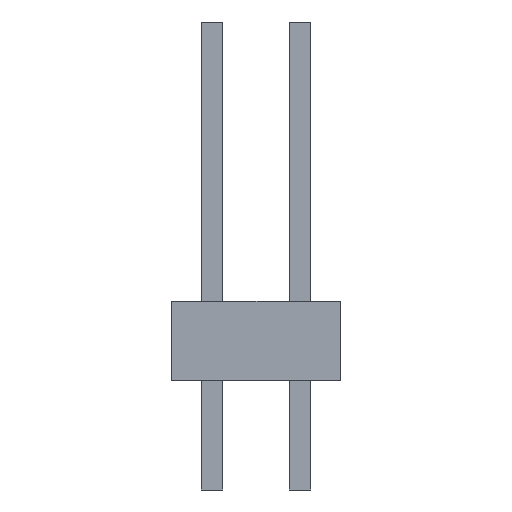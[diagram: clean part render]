
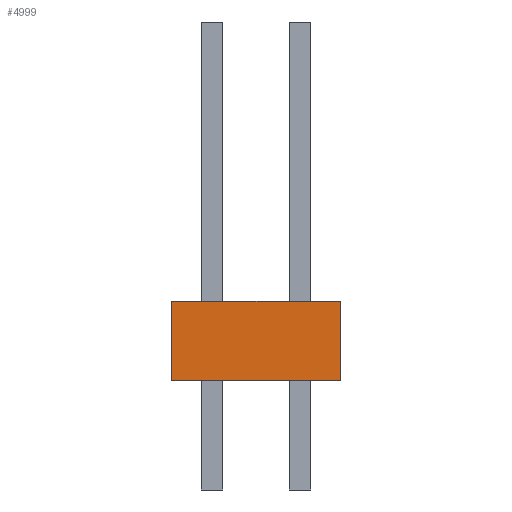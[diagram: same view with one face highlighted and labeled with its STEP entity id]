
A CAD part, left-side view. The second image highlights one B-rep face of the part: STEP entity #4999.
In plain terms, the highlighted planar face has unit normal (-1, 0, 0).
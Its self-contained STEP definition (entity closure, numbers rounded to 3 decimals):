
#162=DIRECTION('',(0.,0.,-1.));
#163=VECTOR('',#162,2.286);
#164=CARTESIAN_POINT('',(-9.957,2.438,0.));
#165=LINE('',#164,#163);
#390=DIRECTION('',(0.,-1.,0.));
#391=VECTOR('',#390,4.877);
#392=CARTESIAN_POINT('',(-9.957,2.438,-2.286));
#393=LINE('',#392,#391);
#826=DIRECTION('',(0.,-1.,0.));
#827=VECTOR('',#826,4.877);
#828=CARTESIAN_POINT('',(-9.957,2.438,0.));
#829=LINE('',#828,#827);
#1214=DIRECTION('',(0.,0.,-1.));
#1215=VECTOR('',#1214,2.286);
#1216=CARTESIAN_POINT('',(-9.957,-2.438,0.));
#1217=LINE('',#1216,#1215);
#3374=CARTESIAN_POINT('',(-9.957,2.438,0.));
#3375=CARTESIAN_POINT('',(-9.957,2.438,-2.286));
#3376=VERTEX_POINT('',#3374);
#3377=VERTEX_POINT('',#3375);
#3382=CARTESIAN_POINT('',(-9.957,-2.438,0.));
#3383=CARTESIAN_POINT('',(-9.957,-2.438,-2.286));
#3384=VERTEX_POINT('',#3382);
#3385=VERTEX_POINT('',#3383);
#4986=CARTESIAN_POINT('',(-9.957,2.438,0.));
#4987=DIRECTION('',(-1.,0.,0.));
#4988=DIRECTION('',(0.,0.,-1.));
#4989=AXIS2_PLACEMENT_3D('',#4986,#4987,#4988);
#4990=PLANE('',#4989);
#4991=ORIENTED_EDGE('',*,*,#4473,.F.);
#4993=ORIENTED_EDGE('',*,*,#4992,.T.);
#4995=ORIENTED_EDGE('',*,*,#4994,.T.);
#4996=ORIENTED_EDGE('',*,*,#4652,.F.);
#4997=EDGE_LOOP('',(#4991,#4993,#4995,#4996));
#4998=FACE_OUTER_BOUND('',#4997,.F.);
#4473=EDGE_CURVE('',#3376,#3377,#165,.T.);
#4652=EDGE_CURVE('',#3377,#3385,#393,.T.);
#4992=EDGE_CURVE('',#3376,#3384,#829,.T.);
#4994=EDGE_CURVE('',#3384,#3385,#1217,.T.);
#4999=ADVANCED_FACE('',(#4998),#4990,.T.);
